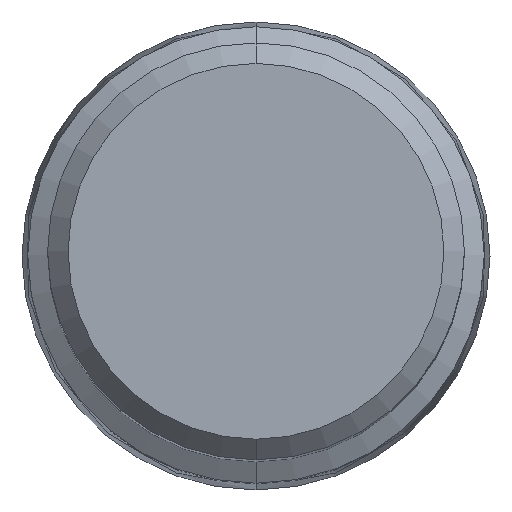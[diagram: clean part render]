
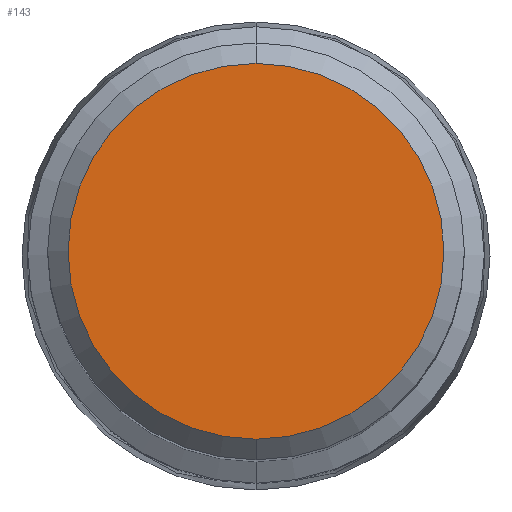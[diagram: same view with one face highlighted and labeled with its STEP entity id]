
A CAD part, top view. The second image highlights one B-rep face of the part: STEP entity #143.
In plain terms, the highlighted planar face has unit normal (0, 0, 1).
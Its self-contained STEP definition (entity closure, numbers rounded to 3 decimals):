
#143=ADVANCED_FACE('',(#375),#376,.T.);
#171=EDGE_CURVE('',#343,#179,#404,.T.);
#179=VERTEX_POINT('',#412);
#241=EDGE_CURVE('',#179,#343,#484,.T.);
#343=VERTEX_POINT('',#601);
#375=FACE_OUTER_BOUND('',#626,.T.);
#376=PLANE('',#627);
#404=CIRCLE('',#666,9.15);
#412=CARTESIAN_POINT('',(0.0,9.15,0.));
#484=CIRCLE('',#770,9.15);
#601=CARTESIAN_POINT('',(0.,-9.15,0.));
#626=EDGE_LOOP('',(#940,#941));
#627=AXIS2_PLACEMENT_3D('',#942,#943,#944);
#666=AXIS2_PLACEMENT_3D('',#965,#966,#967);
#770=AXIS2_PLACEMENT_3D('',#1065,#1066,#1067);
#940=ORIENTED_EDGE('',*,*,#241,.F.);
#941=ORIENTED_EDGE('',*,*,#171,.F.);
#942=CARTESIAN_POINT('',(0.0,4.575,0.));
#943=DIRECTION('',(-0.0,0.0,1.0));
#944=DIRECTION('',(0.0,-1.0,0.0));
#965=CARTESIAN_POINT('',(0.0,0.0,0.));
#966=DIRECTION('',(0.0,0.0,-1.0));
#967=DIRECTION('',(0.0,1.0,0.0));
#1065=CARTESIAN_POINT('',(0.0,0.0,0.));
#1066=DIRECTION('',(0.0,0.0,-1.0));
#1067=DIRECTION('',(0.0,1.0,0.0));
